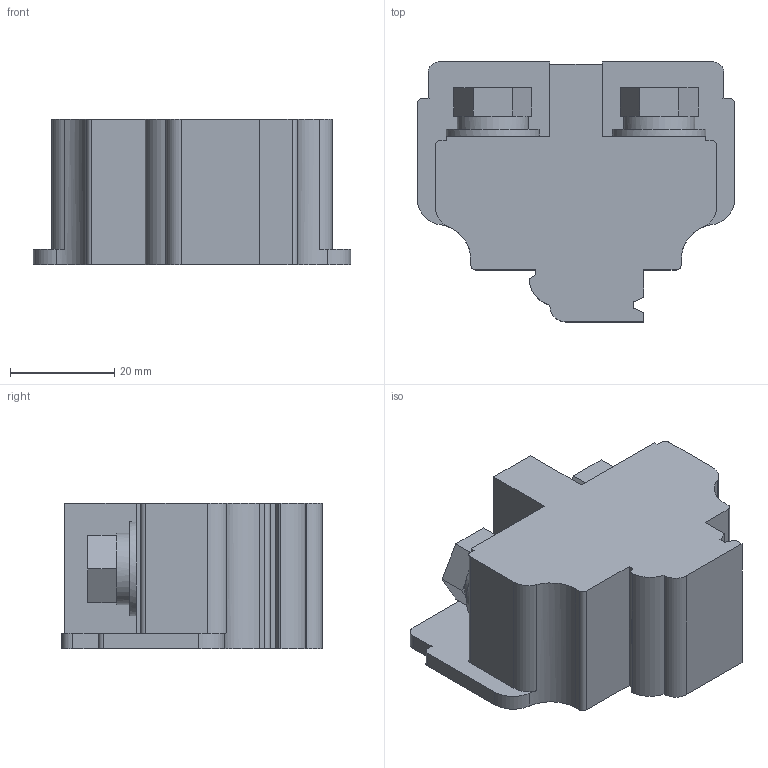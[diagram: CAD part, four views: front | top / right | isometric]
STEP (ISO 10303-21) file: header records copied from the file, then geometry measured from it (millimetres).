
FILE_DESCRIPTION((''),'2;1');
FILE_NAME('JF5-50','2023-11-08T',('dell'),(''),'PRO/ENGINEER BY PARAMETRIC TECHNOLOGY CORPORATION, 2013230','PRO/ENGINEER BY PARAMETRIC TECHNOLOGY CORPORATION, 2013230','');
FILE_SCHEMA(('AUTOMOTIVE_DESIGN { 1 0 10303 214 1 1 1 1 }'));
Length unit declared in the file: millimetre
Products named in the file (1): JF5-50
Bounding box: 61 x 50 x 28 mm (x, y, z)
Volume: 50474.1 mm3; surface area: 11530.6 mm2
Topology: 1 solids, 1 shells, 133 faces, 351 edges, 224 vertices
Faces by surface type: plane 112, cylinder 21
Entity records: 4124 total; most frequent: CARTESIAN_POINT 710, ORIENTED_EDGE 702, DIRECTION 685, EDGE_CURVE 351, VECTOR 283, LINE 283, VERTEX_POINT 224, AXIS2_PLACEMENT_3D 201
